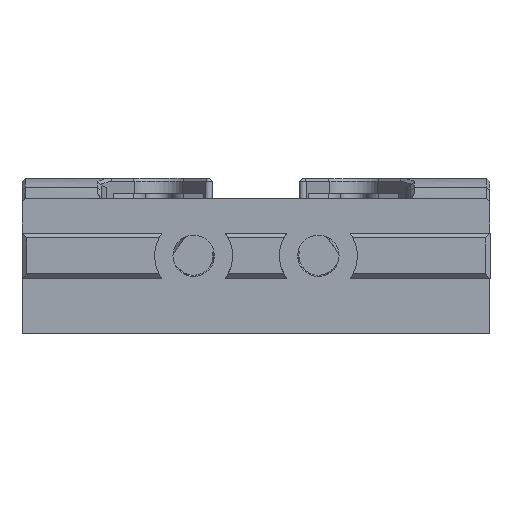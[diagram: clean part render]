
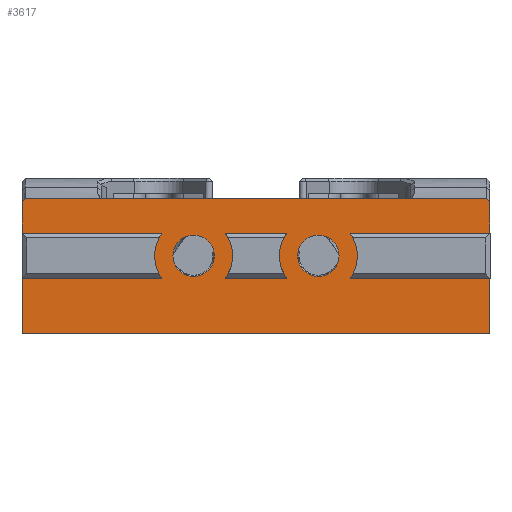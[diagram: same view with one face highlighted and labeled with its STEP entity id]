
A CAD part, front view. The second image highlights one B-rep face of the part: STEP entity #3617.
In plain terms, the highlighted planar face has unit normal (0, -1, 0).
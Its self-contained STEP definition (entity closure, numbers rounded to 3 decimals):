
#318=FACE_BOUND('',#776,.T.);
#319=FACE_BOUND('',#777,.T.);
#320=FACE_BOUND('',#778,.T.);
#381=CIRCLE('',#3814,5.);
#383=CIRCLE('',#3819,5.);
#386=CIRCLE('',#3825,2.65);
#388=CIRCLE('',#3828,2.65);
#392=CIRCLE('',#3864,5.);
#393=CIRCLE('',#3865,5.);
#570=FACE_OUTER_BOUND('',#775,.T.);
#775=EDGE_LOOP('',(#3156,#3157,#3158,#3159,#3160,#3161,#3162,#3163,#3164,
#3165,#3166,#3167,#3168,#3169));
#776=EDGE_LOOP('',(#3170));
#777=EDGE_LOOP('',(#3171));
#778=EDGE_LOOP('',(#3172,#3173,#3174,#3175));
#998=LINE('',#17899,#1285);
#1001=LINE('',#17905,#1288);
#1005=LINE('',#17914,#1292);
#1010=LINE('',#17923,#1297);
#1026=LINE('',#17968,#1313);
#1030=LINE('',#17975,#1317);
#1036=LINE('',#17987,#1323);
#1069=LINE('',#18099,#1356);
#1070=LINE('',#18101,#1357);
#1071=LINE('',#18103,#1358);
#1072=LINE('',#18104,#1359);
#1073=LINE('',#18106,#1360);
#1074=LINE('',#18107,#1361);
#1075=LINE('',#18108,#1362);
#1285=VECTOR('',#4430,10.);
#1288=VECTOR('',#4435,1000.);
#1292=VECTOR('',#4441,10.);
#1297=VECTOR('',#4448,10.);
#1313=VECTOR('',#4490,1000.);
#1317=VECTOR('',#4496,1000.);
#1323=VECTOR('',#4506,1000.);
#1356=VECTOR('',#4567,10.);
#1357=VECTOR('',#4568,10.);
#1358=VECTOR('',#4569,1000.);
#1359=VECTOR('',#4570,1000.);
#1360=VECTOR('',#4571,1000.);
#1361=VECTOR('',#4572,1000.);
#1362=VECTOR('',#4573,1000.);
#1646=VERTEX_POINT('',#17856);
#1647=VERTEX_POINT('',#17857);
#1652=VERTEX_POINT('',#17869);
#1653=VERTEX_POINT('',#17870);
#1659=VERTEX_POINT('',#17884);
#1661=VERTEX_POINT('',#17890);
#1663=VERTEX_POINT('',#17898);
#1665=VERTEX_POINT('',#17904);
#1667=VERTEX_POINT('',#17910);
#1669=VERTEX_POINT('',#17913);
#1672=VERTEX_POINT('',#17921);
#1687=VERTEX_POINT('',#17965);
#1688=VERTEX_POINT('',#17967);
#1690=VERTEX_POINT('',#17973);
#1694=VERTEX_POINT('',#17985);
#1720=VERTEX_POINT('',#18096);
#1721=VERTEX_POINT('',#18098);
#1722=VERTEX_POINT('',#18100);
#1723=VERTEX_POINT('',#18102);
#1724=VERTEX_POINT('',#18105);
#2131=EDGE_CURVE('',#1646,#1647,#381,.T.);
#2137=EDGE_CURVE('',#1652,#1653,#383,.T.);
#2145=EDGE_CURVE('',#1659,#1659,#386,.T.);
#2148=EDGE_CURVE('',#1661,#1661,#388,.T.);
#2151=EDGE_CURVE('',#1653,#1663,#998,.T.);
#2154=EDGE_CURVE('',#1647,#1665,#1001,.T.);
#2158=EDGE_CURVE('',#1669,#1667,#1005,.T.);
#2163=EDGE_CURVE('',#1652,#1672,#1010,.T.);
#2184=EDGE_CURVE('',#1687,#1688,#1026,.T.);
#2188=EDGE_CURVE('',#1687,#1690,#1030,.T.);
#2194=EDGE_CURVE('',#1694,#1690,#1036,.T.);
#2231=EDGE_CURVE('',#1720,#1667,#392,.T.);
#2232=EDGE_CURVE('',#1721,#1720,#1069,.T.);
#2233=EDGE_CURVE('',#1721,#1722,#1070,.T.);
#2234=EDGE_CURVE('',#1723,#1722,#1071,.T.);
#2235=EDGE_CURVE('',#1723,#1665,#1072,.T.);
#2236=EDGE_CURVE('',#1646,#1724,#1073,.T.);
#2237=EDGE_CURVE('',#1724,#1688,#1074,.T.);
#2238=EDGE_CURVE('',#1669,#1694,#1075,.T.);
#2239=EDGE_CURVE('',#1663,#1672,#393,.T.);
#3156=ORIENTED_EDGE('',*,*,#2158,.T.);
#3157=ORIENTED_EDGE('',*,*,#2231,.F.);
#3158=ORIENTED_EDGE('',*,*,#2232,.F.);
#3159=ORIENTED_EDGE('',*,*,#2233,.T.);
#3160=ORIENTED_EDGE('',*,*,#2234,.F.);
#3161=ORIENTED_EDGE('',*,*,#2235,.T.);
#3162=ORIENTED_EDGE('',*,*,#2154,.F.);
#3163=ORIENTED_EDGE('',*,*,#2131,.F.);
#3164=ORIENTED_EDGE('',*,*,#2236,.T.);
#3165=ORIENTED_EDGE('',*,*,#2237,.T.);
#3166=ORIENTED_EDGE('',*,*,#2184,.F.);
#3167=ORIENTED_EDGE('',*,*,#2188,.T.);
#3168=ORIENTED_EDGE('',*,*,#2194,.F.);
#3169=ORIENTED_EDGE('',*,*,#2238,.F.);
#3170=ORIENTED_EDGE('',*,*,#2148,.T.);
#3171=ORIENTED_EDGE('',*,*,#2145,.T.);
#3172=ORIENTED_EDGE('',*,*,#2151,.F.);
#3173=ORIENTED_EDGE('',*,*,#2137,.F.);
#3174=ORIENTED_EDGE('',*,*,#2163,.T.);
#3175=ORIENTED_EDGE('',*,*,#2239,.F.);
#3425=PLANE('',#3863);
#3617=ADVANCED_FACE('',(#570,#318,#319,#320),#3425,.T.);
#3814=AXIS2_PLACEMENT_3D('',#17858,#4387,#4388);
#3819=AXIS2_PLACEMENT_3D('',#17871,#4399,#4400);
#3825=AXIS2_PLACEMENT_3D('',#17886,#4414,#4415);
#3828=AXIS2_PLACEMENT_3D('',#17892,#4421,#4422);
#3863=AXIS2_PLACEMENT_3D('',#18095,#4563,#4564);
#3864=AXIS2_PLACEMENT_3D('',#18097,#4565,#4566);
#3865=AXIS2_PLACEMENT_3D('',#18109,#4574,#4575);
#4387=DIRECTION('center_axis',(0.,1.,0.));
#4388=DIRECTION('ref_axis',(1.,0.,0.));
#4399=DIRECTION('center_axis',(0.,1.,0.));
#4400=DIRECTION('ref_axis',(1.,0.,0.));
#4414=DIRECTION('center_axis',(0.,1.,0.));
#4415=DIRECTION('ref_axis',(1.,0.,0.));
#4421=DIRECTION('center_axis',(0.,1.,0.));
#4422=DIRECTION('ref_axis',(1.,0.,0.));
#4430=DIRECTION('',(1.,0.,0.));
#4435=DIRECTION('',(1.,0.,0.));
#4441=DIRECTION('',(1.,0.,0.));
#4448=DIRECTION('',(1.,0.,0.));
#4490=DIRECTION('',(0.707,0.,-0.707));
#4496=DIRECTION('',(-1.,0.,0.));
#4506=DIRECTION('',(0.707,0.,0.707));
#4563=DIRECTION('center_axis',(0.,-1.,0.));
#4564=DIRECTION('ref_axis',(-1.,0.,0.));
#4565=DIRECTION('center_axis',(0.,1.,0.));
#4566=DIRECTION('ref_axis',(1.,0.,0.));
#4567=DIRECTION('',(1.,0.,0.));
#4568=DIRECTION('',(0.,0.,-1.));
#4569=DIRECTION('',(-1.,0.,0.));
#4570=DIRECTION('',(0.,0.,1.));
#4571=DIRECTION('',(1.,0.,0.));
#4572=DIRECTION('',(0.,0.,1.));
#4573=DIRECTION('',(0.,0.,1.));
#4574=DIRECTION('center_axis',(0.,1.,0.));
#4575=DIRECTION('ref_axis',(1.,0.,0.));
#17856=CARTESIAN_POINT('',(-83.286,-71.714,-12.866));
#17857=CARTESIAN_POINT('',(-83.286,-71.714,-18.666));
#17858=CARTESIAN_POINT('Origin',(-87.359,-71.714,-15.766));
#17869=CARTESIAN_POINT('',(-99.286,-71.714,-12.866));
#17870=CARTESIAN_POINT('',(-99.286,-71.714,-18.666));
#17871=CARTESIAN_POINT('Origin',(-103.359,-71.714,-15.766));
#17884=CARTESIAN_POINT('',(-106.009,-71.714,-15.766));
#17886=CARTESIAN_POINT('Origin',(-103.359,-71.714,-15.766));
#17890=CARTESIAN_POINT('',(-90.009,-71.714,-15.766));
#17892=CARTESIAN_POINT('Origin',(-87.359,-71.714,-15.766));
#17898=CARTESIAN_POINT('',(-91.432,-71.714,-18.666));
#17899=CARTESIAN_POINT('',(-100.301,-71.714,-18.666));
#17904=CARTESIAN_POINT('',(-65.358,-71.714,-18.666));
#17905=CARTESIAN_POINT('',(-131.244,-71.714,-18.666));
#17910=CARTESIAN_POINT('',(-107.432,-71.714,-12.866));
#17913=CARTESIAN_POINT('',(-125.358,-71.714,-12.866));
#17914=CARTESIAN_POINT('',(-100.301,-71.714,-12.866));
#17921=CARTESIAN_POINT('',(-91.432,-71.714,-12.866));
#17923=CARTESIAN_POINT('',(-100.301,-71.714,-12.866));
#17965=CARTESIAN_POINT('',(-65.758,-71.714,-8.416));
#17967=CARTESIAN_POINT('',(-65.358,-71.714,-8.816));
#17968=CARTESIAN_POINT('',(-68.388,-71.714,-5.785));
#17973=CARTESIAN_POINT('',(-124.958,-71.714,-8.416));
#17975=CARTESIAN_POINT('',(-68.067,-71.714,-8.416));
#17985=CARTESIAN_POINT('',(-125.358,-71.714,-8.816));
#17987=CARTESIAN_POINT('',(-115.388,-71.714,1.154));
#18095=CARTESIAN_POINT('Origin',(-69.358,-71.714,-19.916));
#18096=CARTESIAN_POINT('',(-107.432,-71.714,-18.666));
#18097=CARTESIAN_POINT('Origin',(-103.359,-71.714,-15.766));
#18098=CARTESIAN_POINT('',(-125.358,-71.714,-18.666));
#18099=CARTESIAN_POINT('',(-100.301,-71.714,-18.666));
#18100=CARTESIAN_POINT('',(-125.358,-71.714,-25.766));
#18101=CARTESIAN_POINT('',(-125.358,-71.714,-19.166));
#18102=CARTESIAN_POINT('',(-65.358,-71.714,-25.766));
#18103=CARTESIAN_POINT('',(-69.358,-71.714,-25.766));
#18104=CARTESIAN_POINT('',(-65.358,-71.714,-15.816));
#18105=CARTESIAN_POINT('',(-65.358,-71.714,-12.866));
#18106=CARTESIAN_POINT('',(-131.244,-71.714,-12.866));
#18107=CARTESIAN_POINT('',(-65.358,-71.714,-15.816));
#18108=CARTESIAN_POINT('',(-125.358,-71.714,-15.816));
#18109=CARTESIAN_POINT('Origin',(-87.359,-71.714,-15.766));
